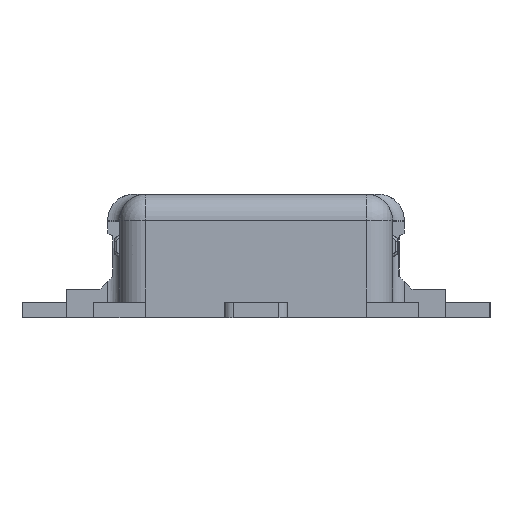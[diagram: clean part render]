
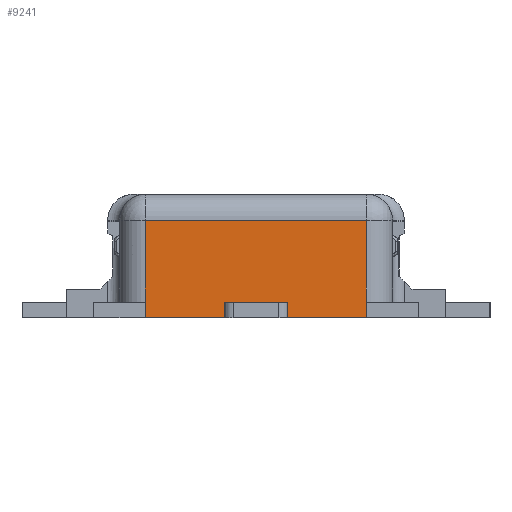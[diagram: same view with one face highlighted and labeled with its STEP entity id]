
A CAD part, left-side view. The second image highlights one B-rep face of the part: STEP entity #9241.
In plain terms, the highlighted planar face has unit normal (-1, 0, 0).
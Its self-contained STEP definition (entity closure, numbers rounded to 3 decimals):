
#938=DIRECTION('',(0.,0.,1.));
#939=VECTOR('',#938,0.315);
#940=CARTESIAN_POINT('',(-2.38,-0.425,0.06));
#941=LINE('',#940,#939);
#946=DIRECTION('',(0.,0.,-1.));
#947=VECTOR('',#946,0.06);
#948=CARTESIAN_POINT('',(-2.38,-0.425,0.06));
#949=LINE('',#948,#947);
#950=DIRECTION('',(0.,1.,0.));
#951=VECTOR('',#950,0.305);
#952=CARTESIAN_POINT('',(-2.38,-0.425,0.));
#953=LINE('',#952,#951);
#954=DIRECTION('',(0.,1.,0.));
#955=VECTOR('',#954,0.305);
#956=CARTESIAN_POINT('',(-2.38,0.12,0.));
#957=LINE('',#956,#955);
#962=DIRECTION('',(0.,0.,-1.));
#963=VECTOR('',#962,0.315);
#964=CARTESIAN_POINT('',(-2.38,0.425,0.375));
#965=LINE('',#964,#963);
#1549=DIRECTION('',(0.,1.,0.));
#1550=VECTOR('',#1549,0.85);
#1551=CARTESIAN_POINT('',(-2.38,-0.425,0.375));
#1552=LINE('',#1551,#1550);
#5890=DIRECTION('',(0.,0.,-1.));
#5891=VECTOR('',#5890,0.06);
#5892=CARTESIAN_POINT('',(-2.38,0.425,0.06));
#5893=LINE('',#5892,#5891);
#5991=DIRECTION('',(0.,0.,-1.));
#5992=VECTOR('',#5991,0.06);
#5993=CARTESIAN_POINT('',(-2.38,-0.12,0.06));
#5994=LINE('',#5993,#5992);
#6004=DIRECTION('',(0.,-1.,0.));
#6005=VECTOR('',#6004,0.24);
#6006=CARTESIAN_POINT('',(-2.38,0.12,0.06));
#6007=LINE('',#6006,#6005);
#6021=DIRECTION('',(0.,0.,1.));
#6022=VECTOR('',#6021,0.06);
#6023=CARTESIAN_POINT('',(-2.38,0.12,0.));
#6024=LINE('',#6023,#6022);
#6219=CARTESIAN_POINT('',(-2.38,0.425,0.));
#6220=VERTEX_POINT('',#6219);
#6221=CARTESIAN_POINT('',(-2.38,0.12,0.));
#6222=VERTEX_POINT('',#6221);
#6227=CARTESIAN_POINT('',(-2.38,-0.12,0.));
#6228=VERTEX_POINT('',#6227);
#6229=CARTESIAN_POINT('',(-2.38,-0.425,0.));
#6230=VERTEX_POINT('',#6229);
#6588=CARTESIAN_POINT('',(-2.38,-0.425,0.06));
#6589=CARTESIAN_POINT('',(-2.38,-0.425,0.375));
#6590=VERTEX_POINT('',#6588);
#6591=VERTEX_POINT('',#6589);
#6592=CARTESIAN_POINT('',(-2.38,0.425,0.375));
#6593=CARTESIAN_POINT('',(-2.38,0.425,0.06));
#6594=VERTEX_POINT('',#6592);
#6595=VERTEX_POINT('',#6593);
#6596=CARTESIAN_POINT('',(-2.38,-0.12,0.06));
#6597=VERTEX_POINT('',#6596);
#6598=CARTESIAN_POINT('',(-2.38,0.12,0.06));
#6599=VERTEX_POINT('',#6598);
#9217=CARTESIAN_POINT('',(-2.38,0.57,0.));
#9218=DIRECTION('',(-1.,0.,0.));
#9219=DIRECTION('',(0.,-1.,0.));
#9220=AXIS2_PLACEMENT_3D('',#9217,#9218,#9219);
#9221=PLANE('',#9220);
#9223=ORIENTED_EDGE('',*,*,#9222,.F.);
#9225=ORIENTED_EDGE('',*,*,#9224,.F.);
#9226=ORIENTED_EDGE('',*,*,#9207,.F.);
#9228=ORIENTED_EDGE('',*,*,#9227,.T.);
#9229=ORIENTED_EDGE('',*,*,#8073,.T.);
#9231=ORIENTED_EDGE('',*,*,#9230,.F.);
#9233=ORIENTED_EDGE('',*,*,#9232,.F.);
#9235=ORIENTED_EDGE('',*,*,#9234,.F.);
#9236=ORIENTED_EDGE('',*,*,#8065,.T.);
#9238=ORIENTED_EDGE('',*,*,#9237,.F.);
#9239=EDGE_LOOP('',(#9223,#9225,#9226,#9228,#9229,#9231,#9233,#9235,#9236,
#9238));
#9240=FACE_OUTER_BOUND('',#9239,.F.);
#9241=ADVANCED_FACE('',(#9240),#9221,.T.);
#8065=EDGE_CURVE('',#6222,#6220,#957,.T.);
#8073=EDGE_CURVE('',#6230,#6228,#953,.T.);
#9207=EDGE_CURVE('',#6590,#6591,#941,.T.);
#9222=EDGE_CURVE('',#6594,#6595,#965,.T.);
#9224=EDGE_CURVE('',#6591,#6594,#1552,.T.);
#9227=EDGE_CURVE('',#6590,#6230,#949,.T.);
#9230=EDGE_CURVE('',#6597,#6228,#5994,.T.);
#9232=EDGE_CURVE('',#6599,#6597,#6007,.T.);
#9234=EDGE_CURVE('',#6222,#6599,#6024,.T.);
#9237=EDGE_CURVE('',#6595,#6220,#5893,.T.);
